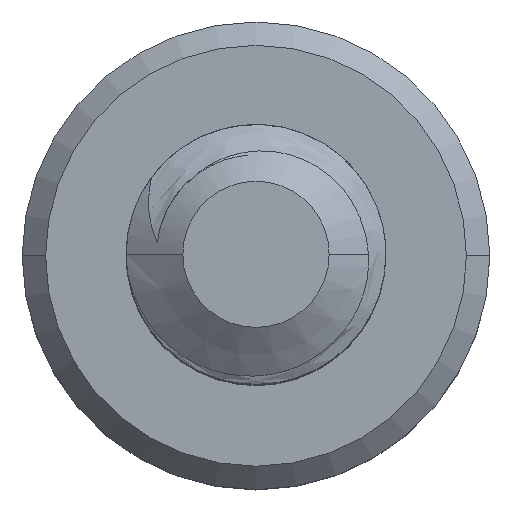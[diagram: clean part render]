
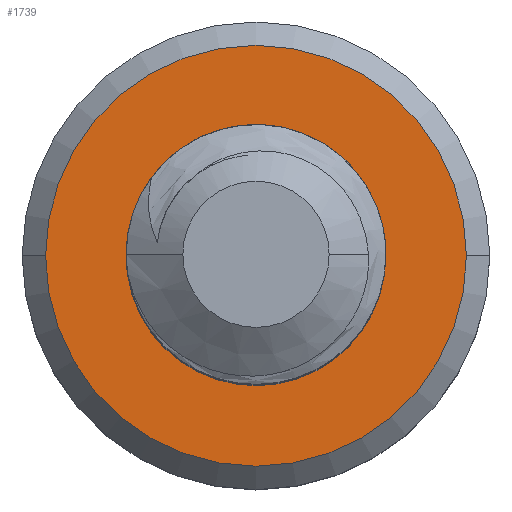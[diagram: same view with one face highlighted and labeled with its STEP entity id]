
A CAD part, top view. The second image highlights one B-rep face of the part: STEP entity #1739.
In plain terms, the highlighted planar face has unit normal (0, 0, 1).
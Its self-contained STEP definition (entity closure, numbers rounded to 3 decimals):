
#20=FACE_BOUND('',#444,.T.);
#23=PLANE('',#1874);
#252=B_SPLINE_CURVE_WITH_KNOTS('',3,(#4328,#4329,#4330,#4331,#4332,#4333,
#4334,#4335,#4336,#4337),.UNSPECIFIED.,.F.,.F.,(4,2,2,2,4),(0.,
0.001,0.001,0.002,0.003),
 .UNSPECIFIED.);
#253=B_SPLINE_CURVE_WITH_KNOTS('',3,(#4823,#4824,#4825,#4826,#4827,#4828,
#4829,#4830,#4831,#4832,#4833,#4834,#4835,#4836),.UNSPECIFIED.,.F.,.F.,
(4,2,2,2,2,2,4),(0.,0.,0.001,
0.001,0.002,0.002,0.003),
 .UNSPECIFIED.);
#343=FACE_OUTER_BOUND('',#443,.T.);
#443=EDGE_LOOP('',(#1583,#1584));
#444=EDGE_LOOP('',(#1585,#1586,#1587,#1588,#1589,#1590));
#642=CIRCLE('',#1771,2.025);
#650=CIRCLE('',#1784,0.958);
#651=CIRCLE('',#1821,1.25);
#652=CIRCLE('',#1839,1.25);
#654=CIRCLE('',#1859,0.958);
#665=CIRCLE('',#1875,2.025);
#666=VERTEX_POINT('',#2234);
#667=VERTEX_POINT('',#2235);
#686=VERTEX_POINT('',#2311);
#687=VERTEX_POINT('',#2313);
#758=VERTEX_POINT('',#3090);
#759=VERTEX_POINT('',#3091);
#825=VERTEX_POINT('',#3499);
#827=VERTEX_POINT('',#4327);
#839=EDGE_CURVE('',#666,#667,#642,.T.);
#861=EDGE_CURVE('',#687,#686,#650,.T.);
#969=EDGE_CURVE('',#758,#759,#651,.T.);
#1036=EDGE_CURVE('',#759,#825,#652,.T.);
#1074=EDGE_CURVE('',#827,#825,#252,.T.);
#1076=EDGE_CURVE('',#758,#687,#253,.T.);
#1077=EDGE_CURVE('',#686,#827,#654,.T.);
#1088=EDGE_CURVE('',#667,#666,#665,.T.);
#1583=ORIENTED_EDGE('',*,*,#1088,.T.);
#1584=ORIENTED_EDGE('',*,*,#839,.T.);
#1585=ORIENTED_EDGE('',*,*,#969,.F.);
#1586=ORIENTED_EDGE('',*,*,#1076,.T.);
#1587=ORIENTED_EDGE('',*,*,#861,.T.);
#1588=ORIENTED_EDGE('',*,*,#1077,.T.);
#1589=ORIENTED_EDGE('',*,*,#1074,.T.);
#1590=ORIENTED_EDGE('',*,*,#1036,.F.);
#1739=ADVANCED_FACE('',(#343,#20),#23,.F.);
#1771=AXIS2_PLACEMENT_3D('',#2236,#1898,#1899);
#1784=AXIS2_PLACEMENT_3D('',#2314,#1934,#1935);
#1821=AXIS2_PLACEMENT_3D('',#3092,#2044,#2045);
#1839=AXIS2_PLACEMENT_3D('',#3500,#2113,#2114);
#1859=AXIS2_PLACEMENT_3D('',#4838,#2153,#2154);
#1874=AXIS2_PLACEMENT_3D('',#4858,#2183,#2184);
#1875=AXIS2_PLACEMENT_3D('',#4859,#2185,#2186);
#1898=DIRECTION('center_axis',(0.,0.,1.));
#1899=DIRECTION('ref_axis',(-1.,0.,0.));
#1934=DIRECTION('center_axis',(0.,0.,-1.));
#1935=DIRECTION('ref_axis',(1.,0.,0.));
#2044=DIRECTION('center_axis',(0.,0.,1.));
#2045=DIRECTION('ref_axis',(1.,0.,0.));
#2113=DIRECTION('center_axis',(0.,0.,1.));
#2114=DIRECTION('ref_axis',(1.,0.,0.));
#2153=DIRECTION('center_axis',(0.,0.,-1.));
#2154=DIRECTION('ref_axis',(1.,0.,0.));
#2183=DIRECTION('center_axis',(0.,0.,-1.));
#2184=DIRECTION('ref_axis',(-1.,0.,0.));
#2185=DIRECTION('center_axis',(0.,0.,1.));
#2186=DIRECTION('ref_axis',(-1.,0.,0.));
#2234=CARTESIAN_POINT('',(2.025,0.,-8.));
#2235=CARTESIAN_POINT('',(-2.025,0.,-8.));
#2236=CARTESIAN_POINT('Origin',(0.,0.,-8.));
#2311=CARTESIAN_POINT('',(0.958,0.,-8.));
#2313=CARTESIAN_POINT('',(0.781,0.554,-8.));
#2314=CARTESIAN_POINT('Origin',(0.,0.,-8.));
#3090=CARTESIAN_POINT('',(-1.233,0.208,-8.));
#3091=CARTESIAN_POINT('',(-1.25,0.,-8.));
#3092=CARTESIAN_POINT('Origin',(0.,0.,-8.));
#3499=CARTESIAN_POINT('',(-1.019,-0.724,-8.));
#3500=CARTESIAN_POINT('Origin',(0.,0.,-8.));
#4327=CARTESIAN_POINT('',(0.944,-0.16,-8.));
#4328=CARTESIAN_POINT('Ctrl Pts',(0.944,-0.16,
-8.));
#4329=CARTESIAN_POINT('Ctrl Pts',(0.937,-0.38,
-8.));
#4330=CARTESIAN_POINT('Ctrl Pts',(0.849,-0.589,
-8.));
#4331=CARTESIAN_POINT('Ctrl Pts',(0.567,-0.925,
-8.));
#4332=CARTESIAN_POINT('Ctrl Pts',(0.376,-1.046,-8.));
#4333=CARTESIAN_POINT('Ctrl Pts',(-0.047,-1.157,
-8.));
#4334=CARTESIAN_POINT('Ctrl Pts',(-0.273,-1.146,
-8.));
#4335=CARTESIAN_POINT('Ctrl Pts',(-0.687,-1.014,-8.));
#4336=CARTESIAN_POINT('Ctrl Pts',(-0.876,-0.89,
-8.));
#4337=CARTESIAN_POINT('Ctrl Pts',(-1.019,-0.724,
-8.));
#4823=CARTESIAN_POINT('Ctrl Pts',(-1.233,0.208,-8.));
#4824=CARTESIAN_POINT('Ctrl Pts',(-1.203,0.314,-8.));
#4825=CARTESIAN_POINT('Ctrl Pts',(-1.161,0.415,-8.));
#4826=CARTESIAN_POINT('Ctrl Pts',(-1.05,0.604,-8.));
#4827=CARTESIAN_POINT('Ctrl Pts',(-0.983,0.691,
-8.));
#4828=CARTESIAN_POINT('Ctrl Pts',(-0.749,0.916,
-8.));
#4829=CARTESIAN_POINT('Ctrl Pts',(-0.545,1.022,-8.));
#4830=CARTESIAN_POINT('Ctrl Pts',(-0.224,1.083,-8.));
#4831=CARTESIAN_POINT('Ctrl Pts',(-0.114,1.088,-8.));
#4832=CARTESIAN_POINT('Ctrl Pts',(0.104,1.066,-8.));
#4833=CARTESIAN_POINT('Ctrl Pts',(0.208,1.039,-8.));
#4834=CARTESIAN_POINT('Ctrl Pts',(0.51,0.903,-8.));
#4835=CARTESIAN_POINT('Ctrl Pts',(0.676,0.749,-8.));
#4836=CARTESIAN_POINT('Ctrl Pts',(0.781,0.554,-8.));
#4838=CARTESIAN_POINT('Origin',(0.,0.,-8.));
#4858=CARTESIAN_POINT('Origin',(0.,0.,-8.));
#4859=CARTESIAN_POINT('Origin',(0.,0.,-8.));
